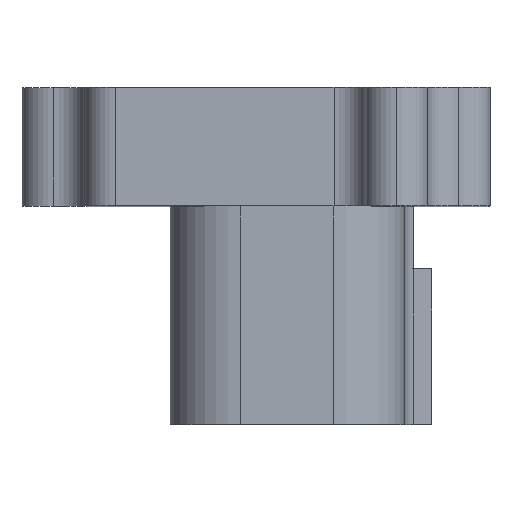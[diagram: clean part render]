
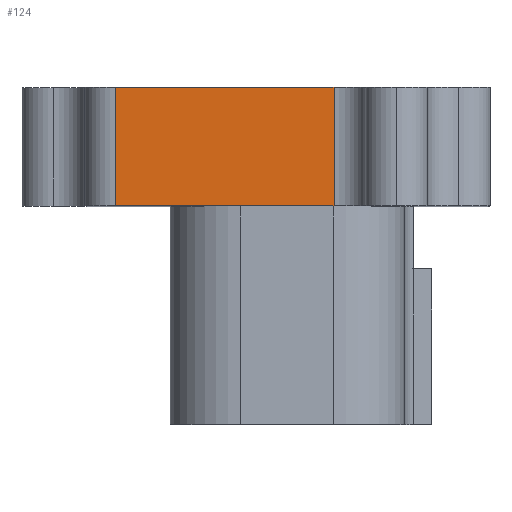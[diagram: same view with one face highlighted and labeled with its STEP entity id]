
A CAD part, top view. The second image highlights one B-rep face of the part: STEP entity #124.
In plain terms, the highlighted planar face has unit normal (0, 0, 1).
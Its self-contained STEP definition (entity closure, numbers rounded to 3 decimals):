
#124 = ADVANCED_FACE ( 'NONE', ( #764 ), #907, .F. ) ;
#131 = VECTOR ( 'NONE', #433, 1000. ) ;
#132 = LINE ( 'NONE', #427, #133 ) ;
#133 = VECTOR ( 'NONE', #434, 1000. ) ;
#134 = LINE ( 'NONE', #437, #139 ) ;
#139 = VECTOR ( 'NONE', #438, 1000. ) ;
#141 = LINE ( 'NONE', #431, #131 ) ;
#142 = LINE ( 'NONE', #435, #145 ) ;
#145 = VECTOR ( 'NONE', #436, 1000. ) ;
#192 = AXIS2_PLACEMENT_3D ( 'NONE', #909, #905, #904 ) ;
#427 = CARTESIAN_POINT ( 'NONE',  ( 1.5, 10.8, 6.5 ) ) ;
#431 = CARTESIAN_POINT ( 'NONE',  ( 6.5, 7., 6.5 ) ) ;
#433 = DIRECTION ( 'NONE',  ( 1., 0., 0. ) ) ;
#434 = DIRECTION ( 'NONE',  ( 0., 1., 0. ) ) ;
#435 = CARTESIAN_POINT ( 'NONE',  ( 6.5, 10.8, 6.5 ) ) ;
#436 = DIRECTION ( 'NONE',  ( 1., 0., 0. ) ) ;
#437 = CARTESIAN_POINT ( 'NONE',  ( -5.5, 10.8, 6.5 ) ) ;
#438 = DIRECTION ( 'NONE',  ( 0., -1., 0. ) ) ;
#530 = CARTESIAN_POINT ( 'NONE',  ( 1.5, 10.8, 6.5 ) ) ;
#764 = FACE_OUTER_BOUND ( 'NONE', #2161, .T. ) ;
#904 = DIRECTION ( 'NONE',  ( -1., 0., 0. ) ) ;
#905 = DIRECTION ( 'NONE',  ( 0., 0., -1. ) ) ;
#907 = PLANE ( 'NONE',  #192 ) ;
#909 = CARTESIAN_POINT ( 'NONE',  ( 6.5, 10.8, 6.5 ) ) ;
#1605 = ORIENTED_EDGE ( 'NONE', *, *, #1899, .T. ) ;
#1606 = ORIENTED_EDGE ( 'NONE', *, *, #1898, .F. ) ;
#1607 = ORIENTED_EDGE ( 'NONE', *, *, #1896, .T. ) ;
#1608 = ORIENTED_EDGE ( 'NONE', *, *, #1897, .T. ) ;
#1896 = EDGE_CURVE ( 'NONE', #2080, #2085, #141, .T. ) ;
#1897 = EDGE_CURVE ( 'NONE', #2085, #2003, #132, .T. ) ;
#1898 = EDGE_CURVE ( 'NONE', #2091, #2003, #142, .T. ) ;
#1899 = EDGE_CURVE ( 'NONE', #2091, #2080, #134, .T. ) ;
#2003 = VERTEX_POINT ( 'NONE', #530 ) ;
#2080 = VERTEX_POINT ( 'NONE', #2208 ) ;
#2085 = VERTEX_POINT ( 'NONE', #2213 ) ;
#2091 = VERTEX_POINT ( 'NONE', #2219 ) ;
#2161 = EDGE_LOOP ( 'NONE', ( #1607, #1608, #1606, #1605 ) ) ;
#2208 = CARTESIAN_POINT ( 'NONE',  ( -5.5, 7., 6.5 ) ) ;
#2213 = CARTESIAN_POINT ( 'NONE',  ( 1.5, 7., 6.5 ) ) ;
#2219 = CARTESIAN_POINT ( 'NONE',  ( -5.5, 10.8, 6.5 ) ) ;
